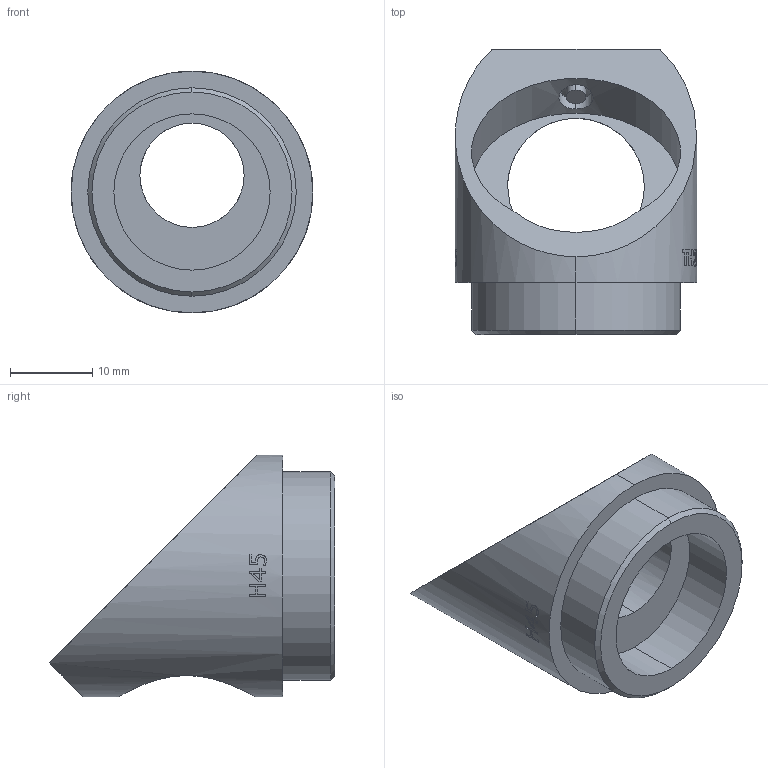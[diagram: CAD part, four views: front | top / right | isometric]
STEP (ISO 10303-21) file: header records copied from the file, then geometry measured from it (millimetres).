
FILE_DESCRIPTION (( 'STEP AP214' ), '1' );
FILE_NAME ('23802-E01.STEP', '2020-06-29T15:27:03', ( '' ), ( '' ), 'SwSTEP 2.0', 'SolidWorks 2018', '' );
FILE_SCHEMA (( 'AUTOMOTIVE_DESIGN' ));
Length unit declared in the file: inch
Products named in the file (1): 23802-E01
Bounding box: 29.46 x 34.8 x 29.46 mm (x, y, z)
Volume: 7163.8 mm3; surface area: 4594.5 mm2
Topology: 2 solids, 2 shells, 254 faces, 679 edges, 447 vertices
Faces by surface type: plane 105, bspline 105, cylinder 36, cone 8
Entity records: 16486 total; most frequent: CARTESIAN_POINT 7681, ORIENTED_EDGE 1358, DIRECTION 754, EDGE_CURVE 679, VERTEX_POINT 447, B_SPLINE_CURVE_WITH_KNOTS 348, AXIS2_PLACEMENT_3D 282, EDGE_LOOP 278
